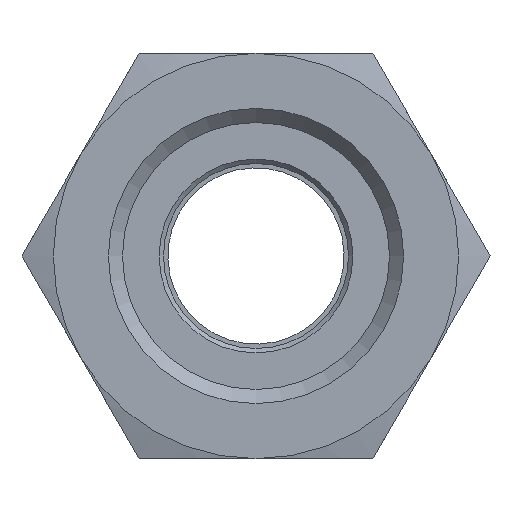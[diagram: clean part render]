
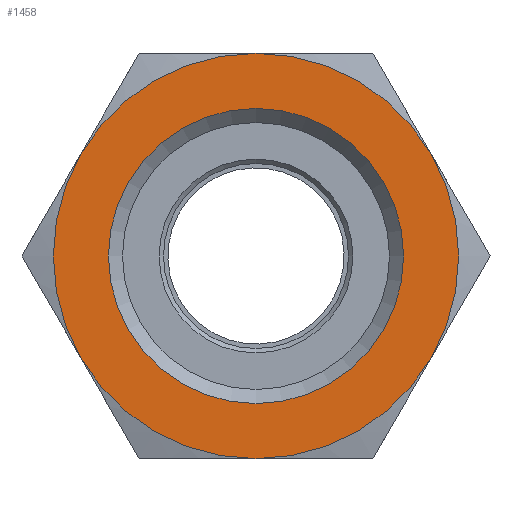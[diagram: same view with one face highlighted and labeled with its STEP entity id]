
A CAD part, left-side view. The second image highlights one B-rep face of the part: STEP entity #1458.
In plain terms, the highlighted planar face has unit normal (-1, 0, 0).
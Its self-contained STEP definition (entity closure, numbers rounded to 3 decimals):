
#63=FACE_BOUND('',#362,.T.);
#76=PLANE('',#1612);
#269=FACE_OUTER_BOUND('',#361,.T.);
#361=EDGE_LOOP('',(#1064,#1065,#1066,#1067,#1068,#1069));
#362=EDGE_LOOP('',(#1070,#1071));
#494=CIRCLE('',#1613,23.);
#495=CIRCLE('',#1614,23.);
#496=CIRCLE('',#1615,23.);
#497=CIRCLE('',#1616,23.);
#498=CIRCLE('',#1617,23.);
#499=CIRCLE('',#1618,23.);
#500=CIRCLE('',#1619,16.75);
#501=CIRCLE('',#1620,16.75);
#625=VERTEX_POINT('',#2390);
#626=VERTEX_POINT('',#2391);
#627=VERTEX_POINT('',#2393);
#628=VERTEX_POINT('',#2395);
#629=VERTEX_POINT('',#2397);
#630=VERTEX_POINT('',#2399);
#631=VERTEX_POINT('',#2402);
#632=VERTEX_POINT('',#2403);
#790=EDGE_CURVE('',#625,#626,#494,.T.);
#791=EDGE_CURVE('',#626,#627,#495,.T.);
#792=EDGE_CURVE('',#627,#628,#496,.T.);
#793=EDGE_CURVE('',#628,#629,#497,.T.);
#794=EDGE_CURVE('',#629,#630,#498,.T.);
#795=EDGE_CURVE('',#630,#625,#499,.T.);
#796=EDGE_CURVE('',#631,#632,#500,.T.);
#797=EDGE_CURVE('',#632,#631,#501,.T.);
#1064=ORIENTED_EDGE('',*,*,#790,.T.);
#1065=ORIENTED_EDGE('',*,*,#791,.T.);
#1066=ORIENTED_EDGE('',*,*,#792,.T.);
#1067=ORIENTED_EDGE('',*,*,#793,.T.);
#1068=ORIENTED_EDGE('',*,*,#794,.T.);
#1069=ORIENTED_EDGE('',*,*,#795,.T.);
#1070=ORIENTED_EDGE('',*,*,#796,.T.);
#1071=ORIENTED_EDGE('',*,*,#797,.T.);
#1458=ADVANCED_FACE('',(#269,#63),#76,.T.);
#1612=AXIS2_PLACEMENT_3D('',#2389,#1901,#1902);
#1613=AXIS2_PLACEMENT_3D('',#2392,#1903,#1904);
#1614=AXIS2_PLACEMENT_3D('',#2394,#1905,#1906);
#1615=AXIS2_PLACEMENT_3D('',#2396,#1907,#1908);
#1616=AXIS2_PLACEMENT_3D('',#2398,#1909,#1910);
#1617=AXIS2_PLACEMENT_3D('',#2400,#1911,#1912);
#1618=AXIS2_PLACEMENT_3D('',#2401,#1913,#1914);
#1619=AXIS2_PLACEMENT_3D('',#2404,#1915,#1916);
#1620=AXIS2_PLACEMENT_3D('',#2405,#1917,#1918);
#1901=DIRECTION('center_axis',(-1.,0.,0.));
#1902=DIRECTION('ref_axis',(0.,0.,
-1.));
#1903=DIRECTION('center_axis',(-1.,0.,0.));
#1904=DIRECTION('ref_axis',(0.,0.,
-1.));
#1905=DIRECTION('center_axis',(-1.,0.,0.));
#1906=DIRECTION('ref_axis',(0.,0.,
-1.));
#1907=DIRECTION('center_axis',(-1.,0.,0.));
#1908=DIRECTION('ref_axis',(0.,0.,
-1.));
#1909=DIRECTION('center_axis',(-1.,0.,0.));
#1910=DIRECTION('ref_axis',(0.,0.,
-1.));
#1911=DIRECTION('center_axis',(-1.,0.,0.));
#1912=DIRECTION('ref_axis',(0.,0.,
-1.));
#1913=DIRECTION('center_axis',(-1.,0.,0.));
#1914=DIRECTION('ref_axis',(0.,0.,
-1.));
#1915=DIRECTION('center_axis',(1.,0.,0.));
#1916=DIRECTION('ref_axis',(0.,1.,0.));
#1917=DIRECTION('center_axis',(1.,0.,0.));
#1918=DIRECTION('ref_axis',(0.,1.,0.));
#2389=CARTESIAN_POINT('Origin',(-78.5,0.,-11.5));
#2390=CARTESIAN_POINT('',(-78.5,0.,-23.));
#2391=CARTESIAN_POINT('',(-78.5,-19.919,-11.5));
#2392=CARTESIAN_POINT('Origin',(-78.5,0.,0.));
#2393=CARTESIAN_POINT('',(-78.5,-19.919,11.5));
#2394=CARTESIAN_POINT('Origin',(-78.5,0.,0.));
#2395=CARTESIAN_POINT('',(-78.5,0.,23.));
#2396=CARTESIAN_POINT('Origin',(-78.5,0.,0.));
#2397=CARTESIAN_POINT('',(-78.5,19.919,11.5));
#2398=CARTESIAN_POINT('Origin',(-78.5,0.,0.));
#2399=CARTESIAN_POINT('',(-78.5,19.919,-11.5));
#2400=CARTESIAN_POINT('Origin',(-78.5,0.,0.));
#2401=CARTESIAN_POINT('Origin',(-78.5,0.,0.));
#2402=CARTESIAN_POINT('',(-78.5,16.75,0.));
#2403=CARTESIAN_POINT('',(-78.5,-16.75,0.));
#2404=CARTESIAN_POINT('Origin',(-78.5,0.,0.));
#2405=CARTESIAN_POINT('Origin',(-78.5,0.,0.));
